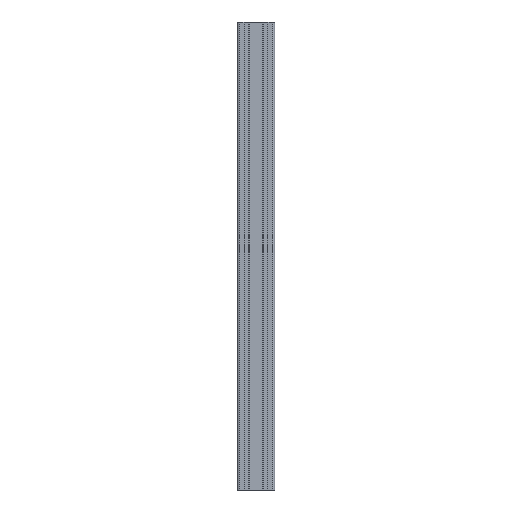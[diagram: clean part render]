
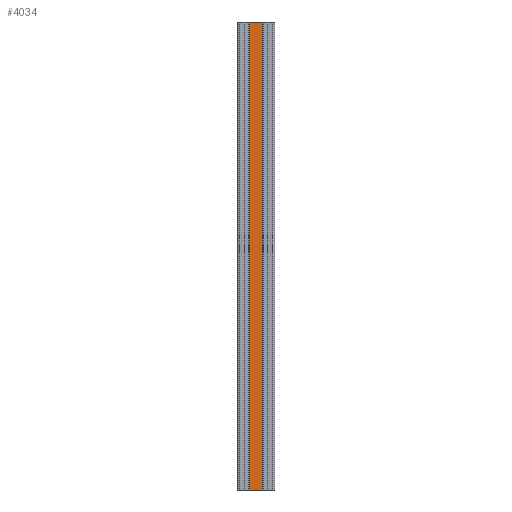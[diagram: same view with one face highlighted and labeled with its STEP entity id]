
A CAD part, left-side view. The second image highlights one B-rep face of the part: STEP entity #4034.
In plain terms, the highlighted planar face has unit normal (-1, 0, 0).
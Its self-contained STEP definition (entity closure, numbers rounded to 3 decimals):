
#9 = VECTOR ( 'NONE', #1243, 1000. ) ;
#124 = VECTOR ( 'NONE', #5508, 1000. ) ;
#229 = CARTESIAN_POINT ( 'NONE',  ( -20., -5.4, 1000. ) ) ;
#428 = EDGE_CURVE ( 'NONE', #1516, #4763, #4291, .T. ) ;
#1243 = DIRECTION ( 'NONE',  ( 0., 0., -1. ) ) ;
#1246 = FACE_OUTER_BOUND ( 'NONE', #7327, .T. ) ;
#1516 = VERTEX_POINT ( 'NONE', #7076 ) ;
#1810 = DIRECTION ( 'NONE',  ( 0., 0., 1. ) ) ;
#1947 = CARTESIAN_POINT ( 'NONE',  ( -20., 0., 1000. ) ) ;
#2981 = CARTESIAN_POINT ( 'NONE',  ( -20., -34.6, 1000. ) ) ;
#3252 = CARTESIAN_POINT ( 'NONE',  ( -20., -5.4, 1000. ) ) ;
#3434 = CARTESIAN_POINT ( 'NONE',  ( -20., -34.6, 1000. ) ) ;
#3567 = LINE ( 'NONE', #229, #5603 ) ;
#4034 = ADVANCED_FACE ( 'NONE', ( #1246 ), #4410, .T. ) ;
#4104 = VECTOR ( 'NONE', #4997, 1000. ) ;
#4149 = ORIENTED_EDGE ( 'NONE', *, *, #5879, .F. ) ;
#4240 = AXIS2_PLACEMENT_3D ( 'NONE', #5823, #7804, #1810 ) ;
#4291 = LINE ( 'NONE', #4467, #4104 ) ;
#4410 = PLANE ( 'NONE',  #4240 ) ;
#4467 = CARTESIAN_POINT ( 'NONE',  ( -20., 0., 0. ) ) ;
#4763 = VERTEX_POINT ( 'NONE', #8224 ) ;
#4805 = LINE ( 'NONE', #1947, #124 ) ;
#4838 = VERTEX_POINT ( 'NONE', #2981 ) ;
#4954 = ORIENTED_EDGE ( 'NONE', *, *, #5376, .T. ) ;
#4997 = DIRECTION ( 'NONE',  ( 0., 1., 0. ) ) ;
#5376 = EDGE_CURVE ( 'NONE', #4838, #7583, #4805, .T. ) ;
#5418 = LINE ( 'NONE', #3434, #9 ) ;
#5508 = DIRECTION ( 'NONE',  ( 0., 1., 0. ) ) ;
#5515 = EDGE_CURVE ( 'NONE', #7583, #4763, #3567, .T. ) ;
#5554 = DIRECTION ( 'NONE',  ( 0., 0., -1. ) ) ;
#5603 = VECTOR ( 'NONE', #5554, 1000. ) ;
#5823 = CARTESIAN_POINT ( 'NONE',  ( -20., 0., 1000. ) ) ;
#5879 = EDGE_CURVE ( 'NONE', #4838, #1516, #5418, .T. ) ;
#6314 = ORIENTED_EDGE ( 'NONE', *, *, #428, .F. ) ;
#6450 = ORIENTED_EDGE ( 'NONE', *, *, #5515, .T. ) ;
#7076 = CARTESIAN_POINT ( 'NONE',  ( -20., -34.6, 0. ) ) ;
#7327 = EDGE_LOOP ( 'NONE', ( #6314, #4149, #4954, #6450 ) ) ;
#7583 = VERTEX_POINT ( 'NONE', #3252 ) ;
#7804 = DIRECTION ( 'NONE',  ( -1., 0., 0. ) ) ;
#8224 = CARTESIAN_POINT ( 'NONE',  ( -20., -5.4, 0. ) ) ;
